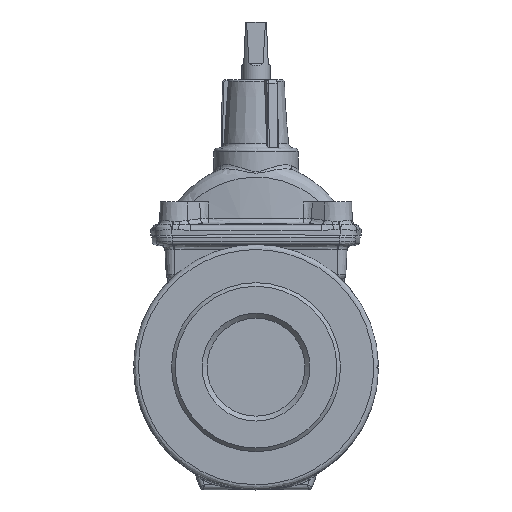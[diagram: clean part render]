
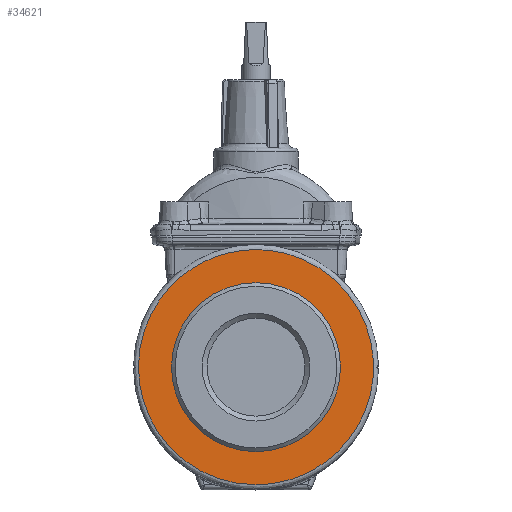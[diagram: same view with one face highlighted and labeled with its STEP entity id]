
A CAD part, top view. The second image highlights one B-rep face of the part: STEP entity #34621.
In plain terms, the highlighted planar face has unit normal (0, 0, 1).
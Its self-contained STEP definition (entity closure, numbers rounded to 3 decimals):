
#4256 = CARTESIAN_POINT ( 'NONE',  ( 0., 69., 87. ) ) ;
#4288 = PLANE ( 'NONE',  #37118 ) ;
#4290 = DIRECTION ( 'NONE',  ( 0., 0., 1. ) ) ;
#4292 = DIRECTION ( 'NONE',  ( 0., -1., 0. ) ) ;
#6107 = CIRCLE ( 'NONE', #17074, 69. ) ;
#13161 = CARTESIAN_POINT ( 'NONE',  ( -192., -96., 87. ) ) ;
#13209 = CARTESIAN_POINT ( 'NONE',  ( 0., -96., 87. ) ) ;
#13210 = CARTESIAN_POINT ( 'NONE',  ( -192., 96., 87. ) ) ;
#13211 = CARTESIAN_POINT ( 'NONE',  ( 0., 96., 87. ) ) ;
#13212 = CARTESIAN_POINT ( 'NONE',  ( 192., 96., 87. ) ) ;
#13213 = CARTESIAN_POINT ( 'NONE',  ( 192., -96., 87. ) ) ;
#13214 = CARTESIAN_POINT ( 'NONE',  ( 0., -96., 87. ) ) ;
#13425 = EDGE_CURVE ( 'NONE', #28015, #28015, #6107, .T. ) ;
#15203 = CARTESIAN_POINT ( 'NONE',  ( 0., 69., 87. ) ) ;
#15213 = CARTESIAN_POINT ( 'NONE',  ( 0., -96., 87. ) ) ;
#17074 = AXIS2_PLACEMENT_3D ( 'NONE', #18841, #18842, #18843 ) ;
#18841 = CARTESIAN_POINT ( 'NONE',  ( 0., 0., 87. ) ) ;
#18842 = DIRECTION ( 'NONE',  ( 0., 0., -1. ) ) ;
#18843 = DIRECTION ( 'NONE',  ( 0., 1., 0. ) ) ;
#23887 =( BOUNDED_CURVE ( )  B_SPLINE_CURVE ( 3, ( #13209, #13161, #13210, #13211, #13212, #13213, #13214 ),
 .UNSPECIFIED., .T., .F. ) 
 B_SPLINE_CURVE_WITH_KNOTS ( ( 4, 3, 4 ),
 ( 0., 0.5, 1. ),
 .UNSPECIFIED. ) 
 CURVE ( )  GEOMETRIC_REPRESENTATION_ITEM ( )  RATIONAL_B_SPLINE_CURVE ( ( 1., 0.333, 0.333, 1., 0.333, 0.333, 1. ) ) 
 REPRESENTATION_ITEM ( '' )  );
#27390 = FACE_OUTER_BOUND ( 'NONE', #31789, .T. ) ;
#27402 = FACE_BOUND ( 'NONE', #31930, .T. ) ;
#28015 = VERTEX_POINT ( 'NONE', #15203 ) ;
#28025 = VERTEX_POINT ( 'NONE', #15213 ) ;
#31789 = EDGE_LOOP ( 'NONE', ( #37500 ) ) ;
#31930 = EDGE_LOOP ( 'NONE', ( #37501 ) ) ;
#34621 = ADVANCED_FACE ( 'NONE', ( #27402, #27390 ), #4288, .T. ) ;
#35728 = EDGE_CURVE ( 'NONE', #28025, #28025, #23887, .T. ) ;
#37118 = AXIS2_PLACEMENT_3D ( 'NONE', #4256, #4290, #4292 ) ;
#37500 = ORIENTED_EDGE ( 'NONE', *, *, #35728, .F. ) ;
#37501 = ORIENTED_EDGE ( 'NONE', *, *, #13425, .T. ) ;
